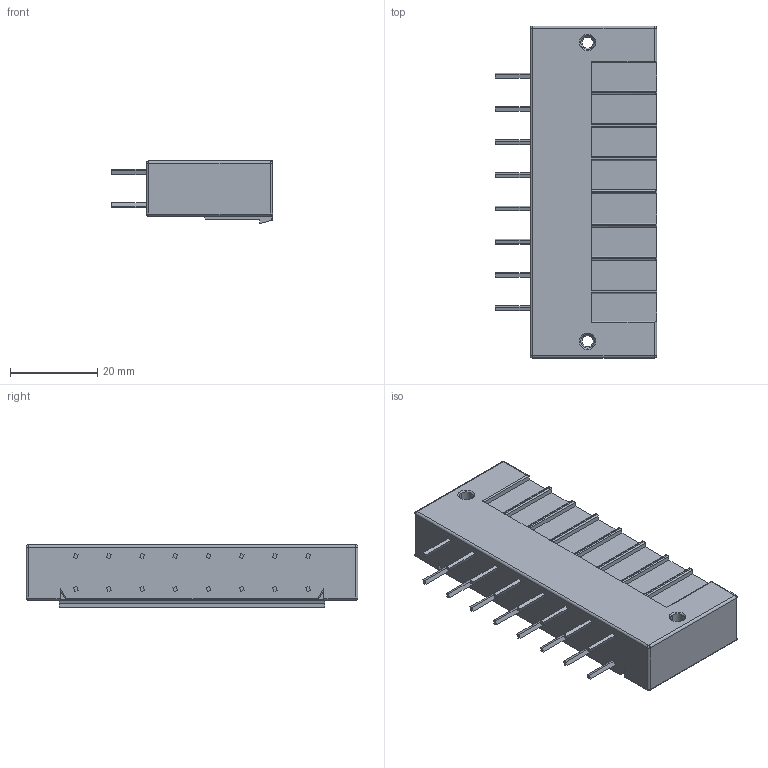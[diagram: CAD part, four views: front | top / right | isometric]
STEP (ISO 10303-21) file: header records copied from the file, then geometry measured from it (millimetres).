
FILE_DESCRIPTION((''),'2;1');
FILE_NAME('TLPHW-516-','2024-09-11T15:04:09',('sheji'),(''),'CREO PARAMETRIC BY PTC INC, 2018100','CREO PARAMETRIC BY PTC INC, 2018100','');
FILE_SCHEMA(('CONFIG_CONTROL_DESIGN'));
Length unit declared in the file: millimetre
Products named in the file (1): TLPHW-516-
Bounding box: 37 x 76.2 x 14.29 mm (x, y, z)
Volume: 19552.2 mm3; surface area: 13562.6 mm2
Topology: 1 solids, 1 shells, 686 faces, 1856 edges, 1212 vertices
Faces by surface type: plane 497, cylinder 159, cone 20, sphere 8, torus 2
Entity records: 21452 total; most frequent: CARTESIAN_POINT 3910, ORIENTED_EDGE 3712, DIRECTION 3516, EDGE_CURVE 1856, VECTOR 1508, LINE 1508, VERTEX_POINT 1212, AXIS2_PLACEMENT_3D 1004
